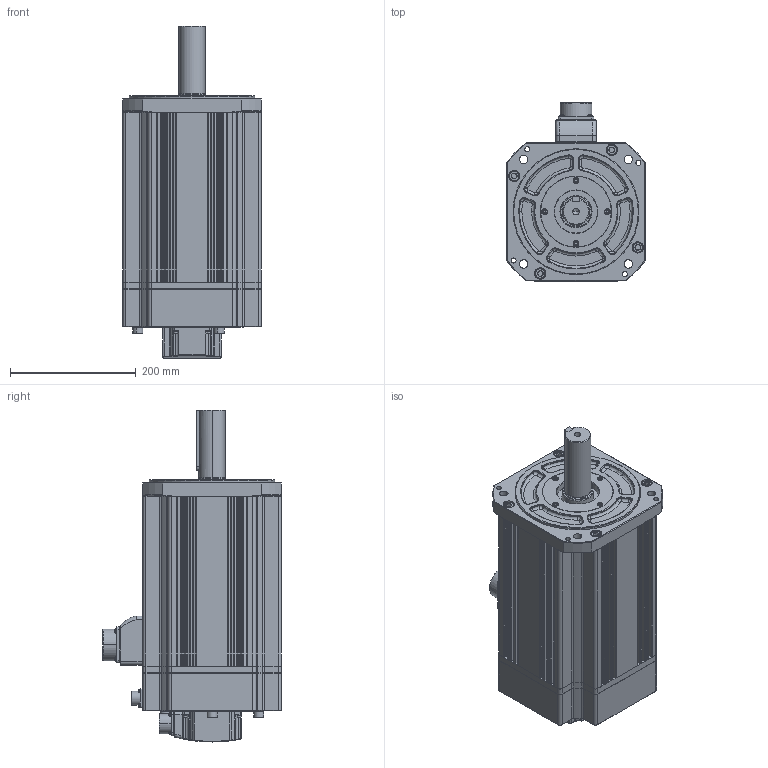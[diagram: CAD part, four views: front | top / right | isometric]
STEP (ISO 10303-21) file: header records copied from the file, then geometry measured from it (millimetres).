
FILE_DESCRIPTION (( 'STEP AP214' ), '1' );
FILE_NAME ('FM22GA003-3_Out Line(APM-FG110G_K2).STEP', '2018-12-12T07:17:43', ( '' ), ( '' ), 'SwSTEP 2.0', 'SolidWorks 2011', '' );
FILE_SCHEMA (( 'AUTOMOTIVE_DESIGN' ));
Length unit declared in the file: millimetre
Products named in the file (1): FM22GA003-3_Out Line(APM-FG110G_K2)
Bounding box: 220 x 283.7 x 527.7 mm (x, y, z)
Volume: 15886895 mm3; surface area: 996259.1 mm2
Topology: 74 solids, 74 shells, 2570 faces, 6395 edges, 4055 vertices
Faces by surface type: cylinder 1008, plane 898, cone 340, torus 173, bspline 151
Entity records: 114548 total; most frequent: CARTESIAN_POINT 23678, DIRECTION 13322, ORIENTED_EDGE 12622, EDGE_CURVE 6311, AXIS2_PLACEMENT_3D 5153, VERTEX_POINT 4055, LINE 3016, VECTOR 3016
